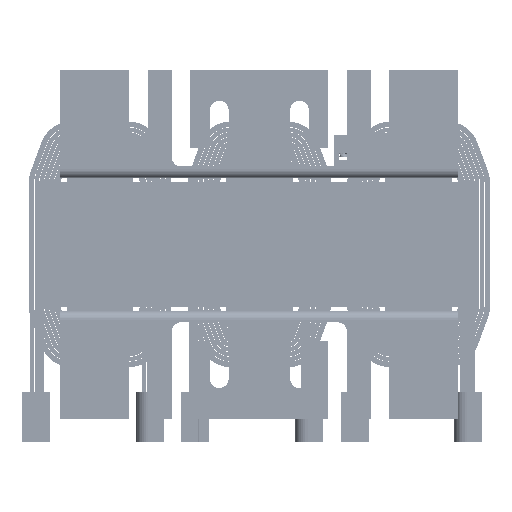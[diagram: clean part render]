
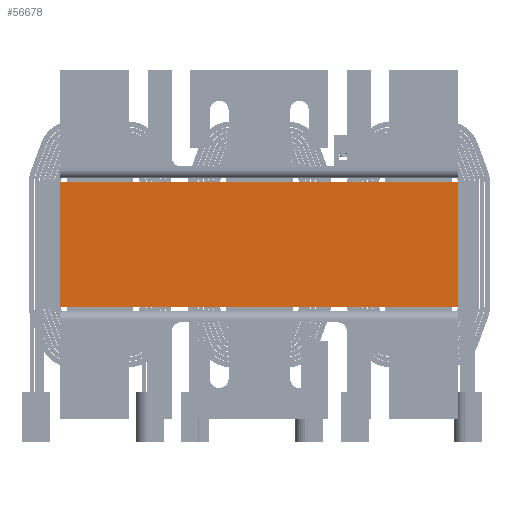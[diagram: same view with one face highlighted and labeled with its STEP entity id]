
A CAD part, front view. The second image highlights one B-rep face of the part: STEP entity #56678.
In plain terms, the highlighted planar face has unit normal (0, -1, 0).
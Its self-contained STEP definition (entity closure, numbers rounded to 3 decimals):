
#6964=FACE_OUTER_BOUND('',#10102,.T.);
#10102=EDGE_LOOP('',(#48196,#48197,#48198,#48199));
#15127=LINE('',#91398,#20750);
#15129=LINE('',#91403,#20752);
#15131=LINE('',#91407,#20754);
#15132=LINE('',#91408,#20755);
#20750=VECTOR('',#75555,0.394);
#20752=VECTOR('',#75559,0.394);
#20754=VECTOR('',#75563,0.394);
#20755=VECTOR('',#75564,0.394);
#26331=VERTEX_POINT('',#91392);
#26333=VERTEX_POINT('',#91396);
#26335=VERTEX_POINT('',#91401);
#26336=VERTEX_POINT('',#91406);
#33870=EDGE_CURVE('',#26331,#26333,#15127,.T.);
#33872=EDGE_CURVE('',#26335,#26333,#15129,.T.);
#33874=EDGE_CURVE('',#26335,#26336,#15131,.T.);
#33875=EDGE_CURVE('',#26336,#26331,#15132,.T.);
#48196=ORIENTED_EDGE('',*,*,#33874,.T.);
#48197=ORIENTED_EDGE('',*,*,#33875,.T.);
#48198=ORIENTED_EDGE('',*,*,#33870,.T.);
#48199=ORIENTED_EDGE('',*,*,#33872,.F.);
#54045=PLANE('',#62241);
#56678=ADVANCED_FACE('',(#6964),#54045,.T.);
#62241=AXIS2_PLACEMENT_3D('',#91405,#75561,#75562);
#75555=DIRECTION('',(1.,0.,0.));
#75559=DIRECTION('',(0.,0.,-1.));
#75561=DIRECTION('center_axis',(0.,-1.,0.));
#75562=DIRECTION('ref_axis',(0.,0.,-1.));
#75563=DIRECTION('',(-1.,0.,0.));
#75564=DIRECTION('',(0.,0.,-1.));
#91392=CARTESIAN_POINT('',(0.003,0.003,-1.875));
#91396=CARTESIAN_POINT('',(12.003,0.003,-1.875));
#91398=CARTESIAN_POINT('',(12.003,0.003,-1.875));
#91401=CARTESIAN_POINT('',(12.003,0.003,1.875));
#91403=CARTESIAN_POINT('',(12.003,0.003,0.));
#91405=CARTESIAN_POINT('Origin',(12.003,0.003,0.));
#91406=CARTESIAN_POINT('',(0.003,0.003,1.875));
#91407=CARTESIAN_POINT('',(12.003,0.003,1.875));
#91408=CARTESIAN_POINT('',(0.003,0.003,0.));
